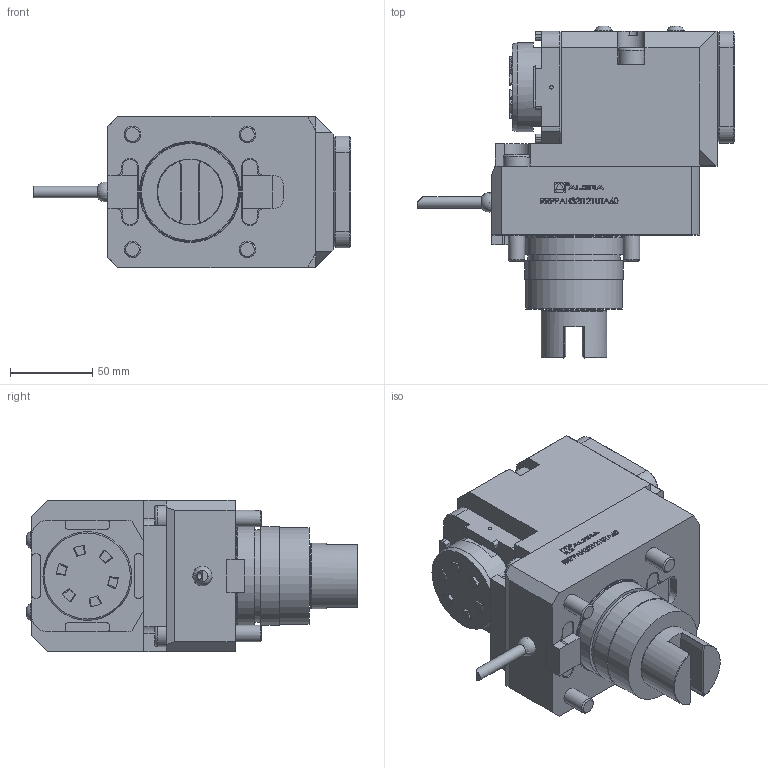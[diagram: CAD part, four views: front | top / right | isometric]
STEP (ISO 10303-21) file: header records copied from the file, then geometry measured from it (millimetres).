
FILE_DESCRIPTION (( 'STEP AP214' ), '1' );
FILE_NAME ('RRPPAH32I121UTA60.STEP', '2025-09-30T11:36:49', ( '' ), ( '' ), 'SwSTEP 2.0', 'SolidWorks 2023', '' );
FILE_SCHEMA (( 'AUTOMOTIVE_DESIGN' ));
Length unit declared in the file: millimetre
Products named in the file (1): RRPPAH32I121UTA60
Bounding box: 193.5 x 202.1 x 92 mm (x, y, z)
Volume: 1526227.4 mm3; surface area: 106900.6 mm2
Topology: 1 solids, 2 shells, 687 faces, 1771 edges, 1163 vertices
Faces by surface type: plane 414, cylinder 124, bspline 102, cone 35, torus 7, sphere 5
Full cylindrical faces by diameter (mm): 1.7 x1, 2.1 x1, 4 x1, 6.366 x1, 7 x1, 10 x4, 10.5 x4, 16 x4, 35 x1, 40 x1, 54 x1, 56.2 x1, 59 x1, 59.6 x1, 60 x2
Entity records: 28967 total; most frequent: CARTESIAN_POINT 9426, ORIENTED_EDGE 3412, DIRECTION 2997, EDGE_CURVE 1706, VERTEX_POINT 1141, VECTOR 1117, LINE 1117, AXIS2_PLACEMENT_3D 940
